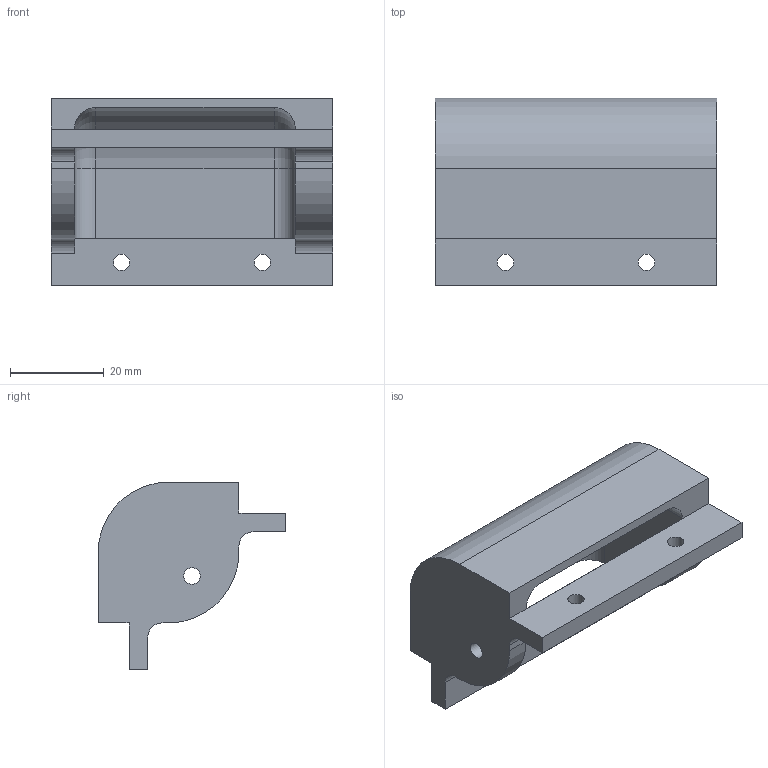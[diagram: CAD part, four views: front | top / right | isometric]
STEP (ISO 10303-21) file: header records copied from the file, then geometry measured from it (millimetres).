
FILE_DESCRIPTION(/* description */ (''),/* implementation_level */ '2;1');
FILE_NAME(/* name */ 'Electronics_Box_Corner_modified v1.step',/* time_stamp */ '2020-09-05T23:20:34+01:00',/* author */ (''),/* organization */ (''),/* preprocessor_version */ 'ST-DEVELOPER v18.1',/* originating_system */ 'Autodesk Translation Framework v9.3.0.1241',/* authorisation */ '');
FILE_SCHEMA (('AUTOMOTIVE_DESIGN { 1 0 10303 214 3 1 1 }'));
Length unit declared in the file: millimetre
Products named in the file (1): Electronics_Box_Corner_modified
Bounding box: 60 x 40 x 40 mm (x, y, z)
Volume: 20247.3 mm3; surface area: 12806.7 mm2
Topology: 1 solids, 1 shells, 42 faces, 124 edges, 80 vertices
Faces by surface type: plane 22, cylinder 18, torus 2
Full cylindrical faces by diameter (mm): 3.5 x5, 5 x1
Entity records: 1474 total; most frequent: ORIENTED_EDGE 248, DIRECTION 248, CARTESIAN_POINT 247, EDGE_CURVE 124, LINE 86, VECTOR 86, AXIS2_PLACEMENT_3D 81, VERTEX_POINT 80
